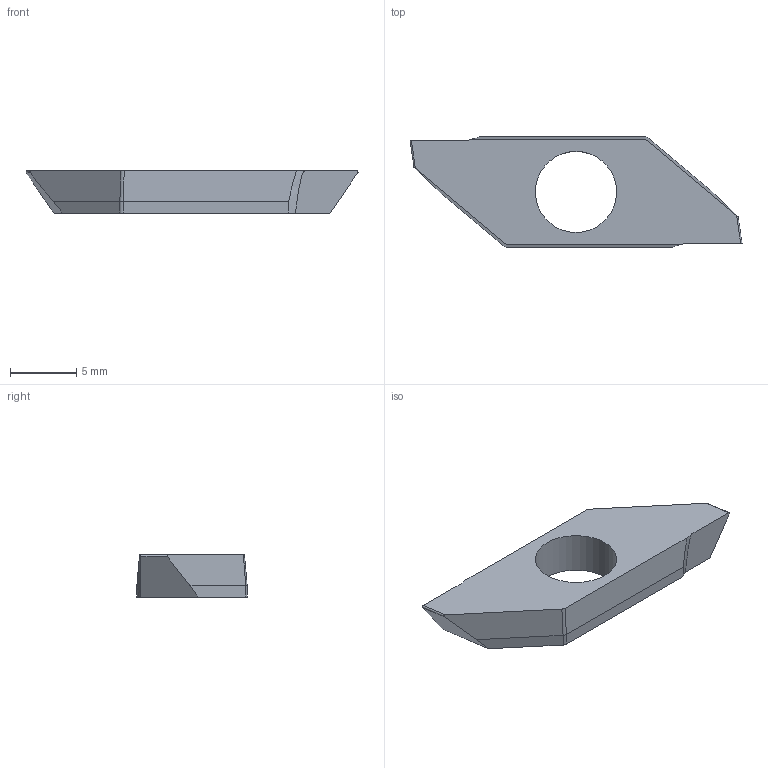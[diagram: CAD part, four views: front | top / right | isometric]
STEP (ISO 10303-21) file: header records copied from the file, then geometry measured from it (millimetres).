
FILE_DESCRIPTION(/* description */ (''),/* implementation_level */ '2;1');
FILE_NAME(/* name */ '1529417830392.stp',/* time_stamp */ '2018-06-19T16:17:13+02:00',/* author */ (''),/* organization */ ('SMS'),/* preprocessor_version */ 'ST-DEVELOPER v15',/* originating_system */ 'SIEMENS PLM Software NX 8.5',/* authorisation */ '');
FILE_SCHEMA (('AUTOMOTIVE_DESIGN { 1 0 10303 214 3 1 1 1 }'));
Length unit declared in the file: millimetre
Products named in the file (1): 201720444mod000_00
Bounding box: 25 x 8.3 x 3.18 mm (x, y, z)
Volume: 388.8 mm3; surface area: 479.9 mm2
Topology: 1 solids, 1 shells, 23 faces, 65 edges, 46 vertices
Faces by surface type: plane 14, cylinder 7, extrusion 2
Full cylindrical faces by diameter (mm): 6.105 x1
Entity records: 1026 total; most frequent: CARTESIAN_POINT 376, ORIENTED_EDGE 124, DIRECTION 122, EDGE_CURVE 62, VERTEX_POINT 42, VECTOR 42, LINE 40, AXIS2_PLACEMENT_3D 40
